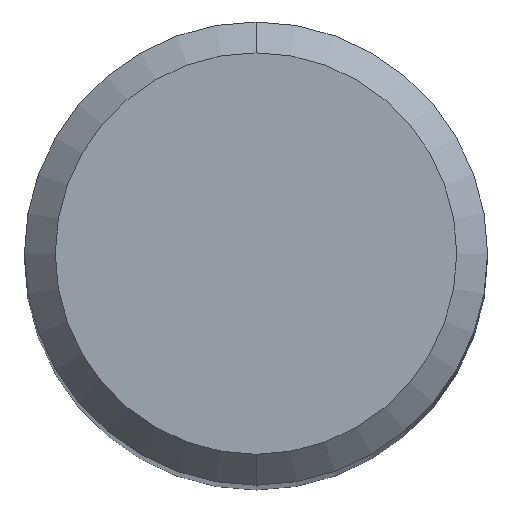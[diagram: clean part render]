
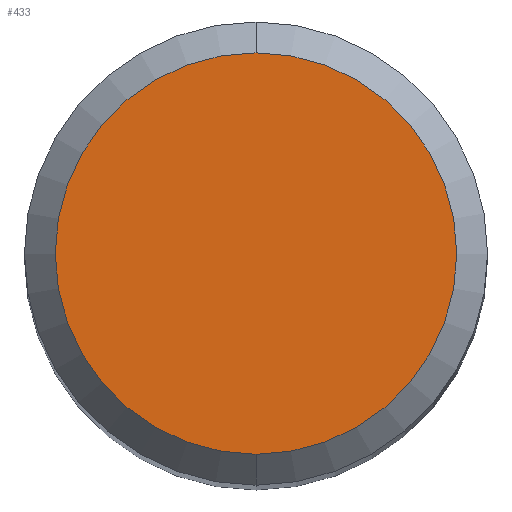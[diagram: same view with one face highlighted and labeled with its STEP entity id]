
A CAD part, top view. The second image highlights one B-rep face of the part: STEP entity #433.
In plain terms, the highlighted planar face has unit normal (0, 0, 1).
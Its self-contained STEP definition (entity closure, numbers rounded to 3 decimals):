
#263=EDGE_CURVE('',#373,#319,#581,.T.);
#267=EDGE_CURVE('',#319,#373,#585,.T.);
#319=VERTEX_POINT('',#643);
#373=VERTEX_POINT('',#700);
#433=ADVANCED_FACE('',(#767),#768,.T.);
#581=CIRCLE('',#997,2.6);
#585=CIRCLE('',#1008,2.6);
#643=CARTESIAN_POINT('',(0.,-2.6,0.0));
#700=CARTESIAN_POINT('',(0.0,2.6,0.0));
#767=FACE_OUTER_BOUND('',#1375,.T.);
#768=PLANE('',#1376);
#997=AXIS2_PLACEMENT_3D('',#1565,#1566,#1567);
#1008=AXIS2_PLACEMENT_3D('',#1568,#1569,#1570);
#1375=EDGE_LOOP('',(#1769,#1770));
#1376=AXIS2_PLACEMENT_3D('',#1771,#1772,#1773);
#1565=CARTESIAN_POINT('',(0.0,0.0,0.0));
#1566=DIRECTION('',(0.0,0.0,-1.0));
#1567=DIRECTION('',(0.0,1.0,0.0));
#1568=CARTESIAN_POINT('',(0.0,0.0,0.0));
#1569=DIRECTION('',(0.0,0.0,-1.0));
#1570=DIRECTION('',(0.0,1.0,0.0));
#1769=ORIENTED_EDGE('',*,*,#263,.F.);
#1770=ORIENTED_EDGE('',*,*,#267,.F.);
#1771=CARTESIAN_POINT('',(0.0,1.3,0.0));
#1772=DIRECTION('',(-0.0,0.0,1.0));
#1773=DIRECTION('',(0.0,-1.0,0.0));
